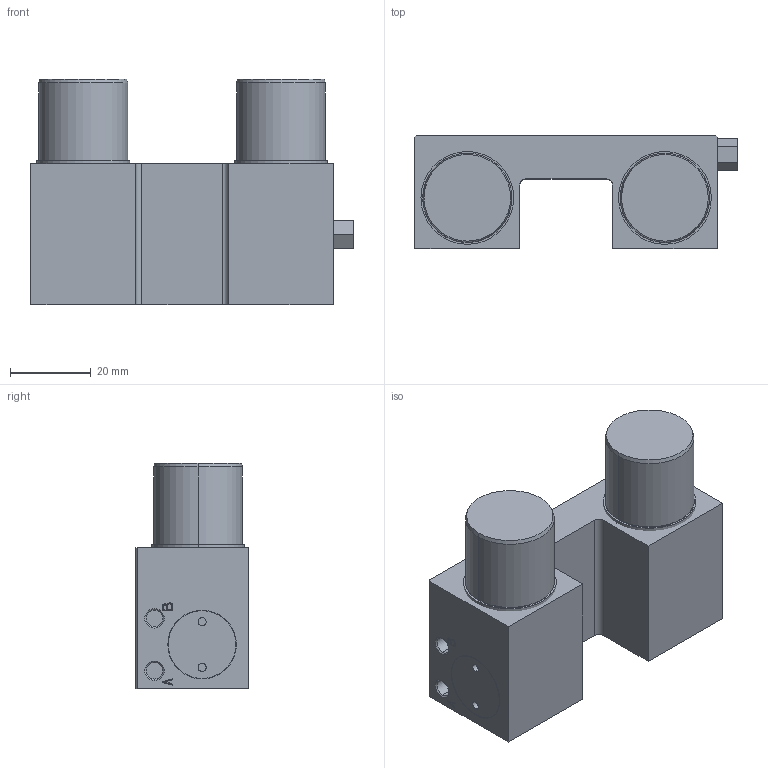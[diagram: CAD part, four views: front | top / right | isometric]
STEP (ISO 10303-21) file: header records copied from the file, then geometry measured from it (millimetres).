
FILE_DESCRIPTION(('HOOPS Exchange Step'),'2;1');
FILE_NAME('export-09A624F8-F113-4853-91CB-5D7DAA801F10.stp','2020-10-06T15:56:05+02:00',('User'),('Alibre'),'HOOPS Exchange 2020.0','Alibre','Unknown authorisation');
FILE_SCHEMA( ('AP242_MANAGED_MODEL_BASED_3D_ENGINEERING_MIM_LF {1 0 10303 442 1 1 4 }') );
Length unit declared in the file: millimetre
Products named in the file (4): 3276-1 Pneumatic Clamping Element MKS2501A_Housing_MKS 2501A 19; 3276-2 Pneumatic Clamping Element MKS2501A_Housing Air-tfilter 5 7; 3276-3 Pneumatic Clamping Element MKS2501A_Housing Cover MKS 22; 3276 Pneumatic Clamping Element MKS2501A
Assembly tree (4 placements, depth 2):
  3276 Pneumatic Clamping Element MKS2501A
    3276-1 Pneumatic Clamping Element MKS2501A_Housing_MKS 2501A 19
    3276-2 Pneumatic Clamping Element MKS2501A_Housing Air-tfilter 5 7
    3276-3 Pneumatic Clamping Element MKS2501A_Housing Cover MKS 22  x2
Bounding box: 80.1 x 28 x 56 mm (x, y, z)
Volume: 7254.8 mm3; surface area: 19981.7 mm2
Topology: 3 solids, 135 shells, 212 faces, 762 edges, 652 vertices
Faces by surface type: plane 94, cylinder 78, cone 36, torus 4
Entity records: 8431 total; most frequent: CARTESIAN_POINT 1558, DIRECTION 1414, ORIENTED_EDGE 844, EDGE_CURVE 720, VERTEX_POINT 632, AXIS2_PLACEMENT_3D 488, VECTOR 438, LINE 438
